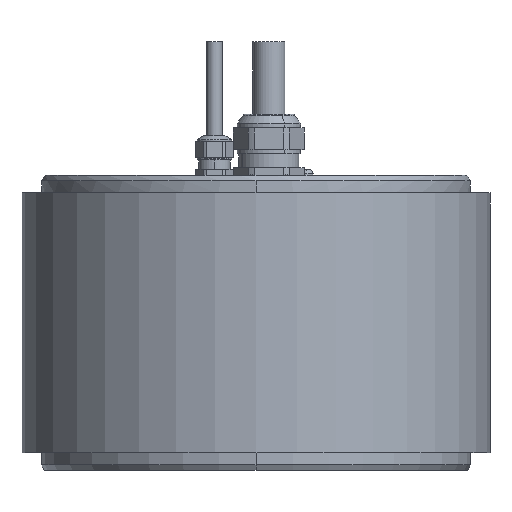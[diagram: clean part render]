
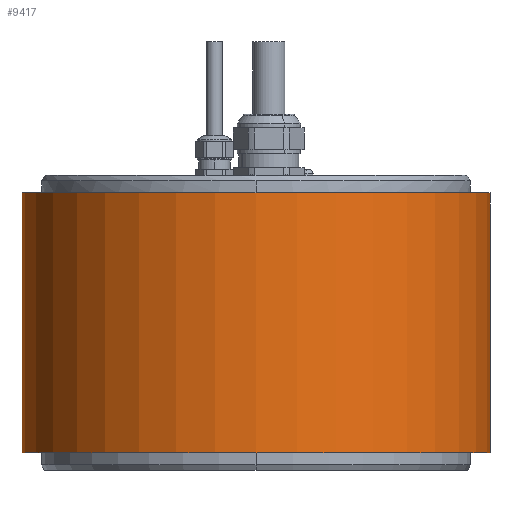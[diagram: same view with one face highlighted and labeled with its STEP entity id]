
A CAD part, front view. The second image highlights one B-rep face of the part: STEP entity #9417.
In plain terms, the highlighted cylindrical face has radius 87.25 mm (diameter 174.5 mm), a partial arc.
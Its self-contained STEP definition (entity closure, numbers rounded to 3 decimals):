
#2330=CARTESIAN_POINT('',(0.,0.,-6.6));
#2331=DIRECTION('',(0.,0.,1.));
#2332=DIRECTION('',(-0.338,0.941,0.));
#2333=AXIS2_PLACEMENT_3D('',#2330,#2331,#2332);
#2335=DIRECTION('',(0.,0.,1.));
#2336=VECTOR('',#2335,96.8);
#2337=CARTESIAN_POINT('',(29.5,82.112,-103.4));
#2338=LINE('',#2337,#2336);
#2339=CARTESIAN_POINT('',(0.,0.,-103.4));
#2340=DIRECTION('',(0.,0.,-1.));
#2341=DIRECTION('',(0.338,0.941,0.));
#2342=AXIS2_PLACEMENT_3D('',#2339,#2340,#2341);
#2344=DIRECTION('',(0.,0.,1.));
#2345=VECTOR('',#2344,96.8);
#2346=CARTESIAN_POINT('',(-29.5,82.112,-103.4));
#2347=LINE('',#2346,#2345);
#4603=CARTESIAN_POINT('',(-29.5,82.112,-103.4));
#4604=CARTESIAN_POINT('',(29.5,82.112,-103.4));
#4605=VERTEX_POINT('',#4603);
#4606=VERTEX_POINT('',#4604);
#4607=CARTESIAN_POINT('',(-29.5,82.112,-6.6));
#4608=CARTESIAN_POINT('',(29.5,82.112,-6.6));
#4609=VERTEX_POINT('',#4607);
#4610=VERTEX_POINT('',#4608);
#9406=CARTESIAN_POINT('',(0.,0.,-1.76));
#9407=DIRECTION('',(0.,0.,-1.));
#9408=DIRECTION('',(1.,0.,0.));
#9409=AXIS2_PLACEMENT_3D('',#9406,#9407,#9408);
#9410=CYLINDRICAL_SURFACE('',#9409,87.25);
#9411=ORIENTED_EDGE('',*,*,#9355,.T.);
#9412=ORIENTED_EDGE('',*,*,#9371,.F.);
#9413=ORIENTED_EDGE('',*,*,#9395,.T.);
#9414=ORIENTED_EDGE('',*,*,#9374,.T.);
#9415=EDGE_LOOP('',(#9411,#9412,#9413,#9414));
#9416=FACE_OUTER_BOUND('',#9415,.F.);
#9417=ADVANCED_FACE('',(#9416),#9410,.T.);
#2334=CIRCLE('',#2333,87.25);
#2343=CIRCLE('',#2342,87.25);
#9355=EDGE_CURVE('',#4609,#4610,#2334,.T.);
#9371=EDGE_CURVE('',#4606,#4610,#2338,.T.);
#9374=EDGE_CURVE('',#4605,#4609,#2347,.T.);
#9395=EDGE_CURVE('',#4606,#4605,#2343,.T.);
